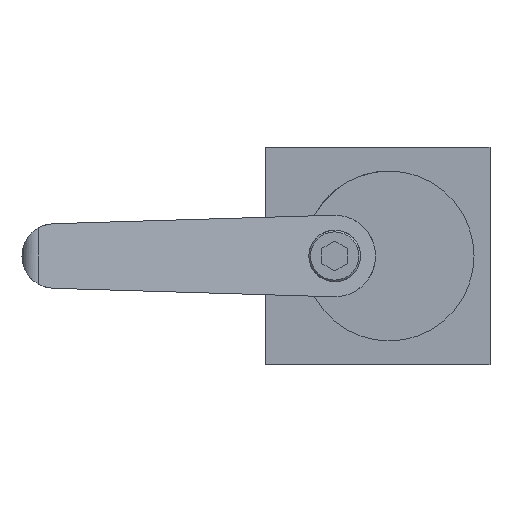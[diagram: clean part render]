
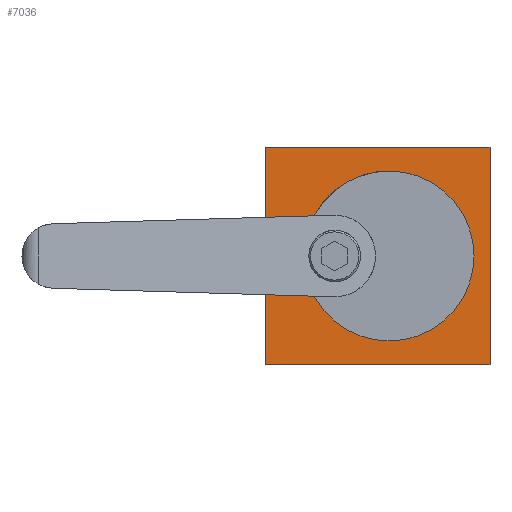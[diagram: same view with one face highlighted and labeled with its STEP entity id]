
A CAD part, left-side view. The second image highlights one B-rep face of the part: STEP entity #7036.
In plain terms, the highlighted planar face has unit normal (-1, 0, 0).
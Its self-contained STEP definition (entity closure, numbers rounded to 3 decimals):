
#205=DIRECTION('',(0.,-1.,0.));
#206=VECTOR('',#205,66.);
#207=CARTESIAN_POINT('',(0.,66.,0.));
#208=LINE('',#207,#206);
#691=DIRECTION('',(0.,0.,1.));
#692=VECTOR('',#691,64.);
#693=CARTESIAN_POINT('',(0.,66.,-64.));
#694=LINE('',#693,#692);
#735=DIRECTION('',(0.,-1.,0.));
#736=VECTOR('',#735,66.);
#737=CARTESIAN_POINT('',(0.,66.,-64.));
#738=LINE('',#737,#736);
#739=DIRECTION('',(0.,0.,1.));
#740=VECTOR('',#739,64.);
#741=CARTESIAN_POINT('',(0.,0.,-64.));
#742=LINE('',#741,#740);
#743=CARTESIAN_POINT('',(0.,29.7,-32.));
#744=DIRECTION('',(-1.,0.,0.));
#745=DIRECTION('',(0.,0.,1.));
#746=AXIS2_PLACEMENT_3D('',#743,#744,#745);
#748=CARTESIAN_POINT('',(0.,29.7,-32.));
#749=DIRECTION('',(-1.,0.,0.));
#750=DIRECTION('',(0.,0.,-1.));
#751=AXIS2_PLACEMENT_3D('',#748,#749,#750);
#4685=CARTESIAN_POINT('',(0.,0.,-64.));
#4686=VERTEX_POINT('',#4685);
#4687=CARTESIAN_POINT('',(0.,66.,-64.));
#4688=VERTEX_POINT('',#4687);
#4709=CARTESIAN_POINT('',(0.,0.,0.));
#4710=VERTEX_POINT('',#4709);
#4713=CARTESIAN_POINT('',(0.,66.,0.));
#4714=VERTEX_POINT('',#4713);
#6067=CARTESIAN_POINT('',(0.,29.7,-7.));
#6068=CARTESIAN_POINT('',(0.,29.7,-57.));
#6069=VERTEX_POINT('',#6067);
#6070=VERTEX_POINT('',#6068);
#7018=CARTESIAN_POINT('',(0.,33.,-32.));
#7019=DIRECTION('',(1.,0.,0.));
#7020=DIRECTION('',(0.,-1.,0.));
#7021=AXIS2_PLACEMENT_3D('',#7018,#7019,#7020);
#7022=PLANE('',#7021);
#7023=ORIENTED_EDGE('',*,*,#6972,.F.);
#7024=ORIENTED_EDGE('',*,*,#6989,.T.);
#7025=ORIENTED_EDGE('',*,*,#6362,.T.);
#7027=ORIENTED_EDGE('',*,*,#7026,.F.);
#7028=EDGE_LOOP('',(#7023,#7024,#7025,#7027));
#7029=FACE_OUTER_BOUND('',#7028,.F.);
#7031=ORIENTED_EDGE('',*,*,#7030,.T.);
#7033=ORIENTED_EDGE('',*,*,#7032,.T.);
#7034=EDGE_LOOP('',(#7031,#7033));
#7035=FACE_BOUND('',#7034,.F.);
#7036=ADVANCED_FACE('',(#7029,#7035),#7022,.F.);
#747=CIRCLE('',#746,25.);
#752=CIRCLE('',#751,25.);
#6362=EDGE_CURVE('',#4714,#4710,#208,.T.);
#6972=EDGE_CURVE('',#4688,#4686,#738,.T.);
#6989=EDGE_CURVE('',#4688,#4714,#694,.T.);
#7026=EDGE_CURVE('',#4686,#4710,#742,.T.);
#7030=EDGE_CURVE('',#6069,#6070,#747,.T.);
#7032=EDGE_CURVE('',#6070,#6069,#752,.T.);
